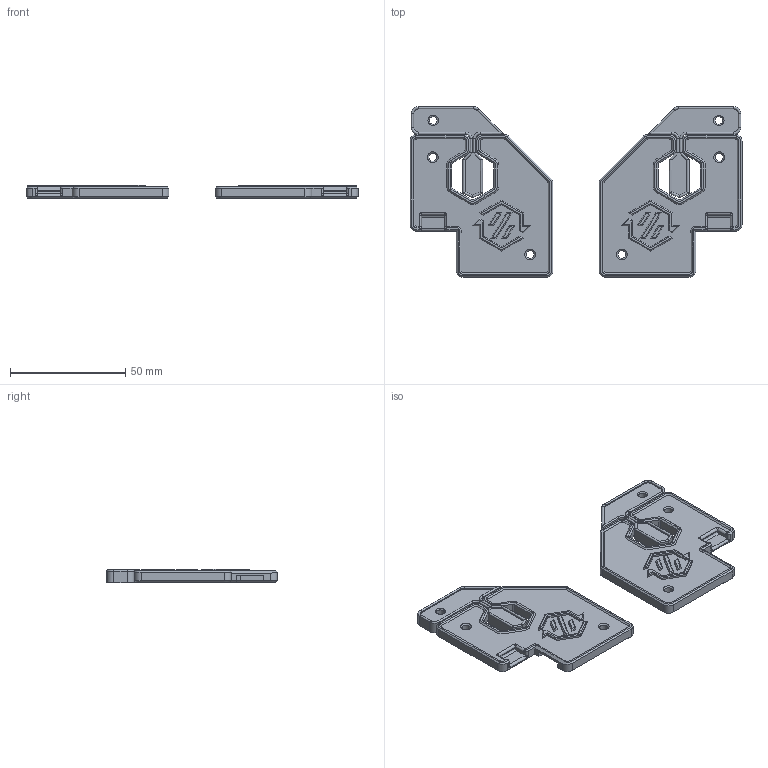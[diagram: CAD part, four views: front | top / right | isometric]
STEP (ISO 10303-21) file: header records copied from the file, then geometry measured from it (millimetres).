
FILE_DESCRIPTION(/* description */ (''),/* implementation_level */ '2;1');
FILE_NAME(/* name */ 'V2_Belt_Covers_SC.step',/* time_stamp */ '2024-06-30T14:14:31-06:00',/* author */ (''),/* organization */ (''),/* preprocessor_version */ 'ST-DEVELOPER v20',/* originating_system */ 'Autodesk Translation Framework v13.14.0.145',/* authorisation */ '');
FILE_SCHEMA (('AUTOMOTIVE_DESIGN { 1 0 10303 214 3 1 1 }'));
Length unit declared in the file: millimetre
Products named in the file (7): V2 Belt Covers SC; Belt_Cover_A; Logo; Voron Z cover insert v4; Belt_Cover_B; Voron Z cover insert v4 (1); Logo (1)
Assembly tree (6 placements, depth 3):
  V2 Belt Covers SC
    Belt_Cover_A
      Logo
      Voron Z cover insert v4
    Belt_Cover_B
      Voron Z cover insert v4 (1)
      Logo (1)
Bounding box: 144 x 74.03 x 5.68 mm (x, y, z)
Volume: 29807.4 mm3; surface area: 22521.3 mm2
Topology: 14 solids, 14 shells, 688 faces, 1716 edges, 1040 vertices
Faces by surface type: plane 458, cylinder 104, cone 102, torus 12, bspline 12
Full cylindrical faces by diameter (mm): 3.5 x6
Entity records: 20241 total; most frequent: CARTESIAN_POINT 3549, DIRECTION 3446, ORIENTED_EDGE 3408, EDGE_CURVE 1704, LINE 1332, VECTOR 1332, AXIS2_PLACEMENT_3D 1057, VERTEX_POINT 1040
